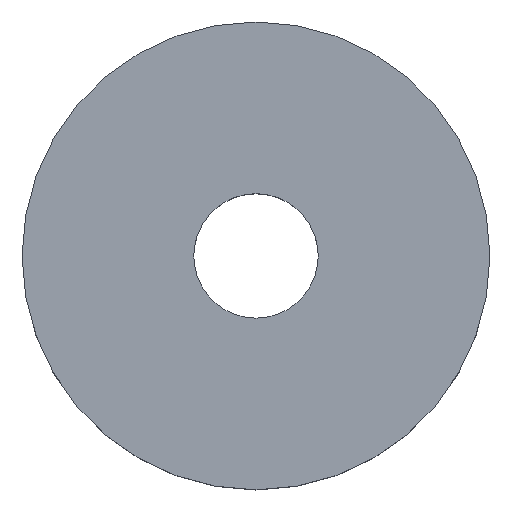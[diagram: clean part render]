
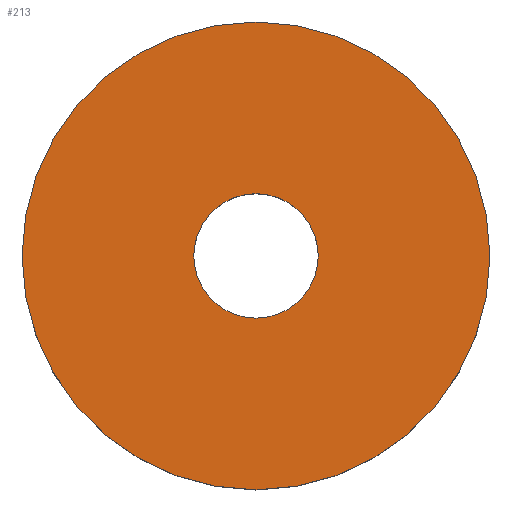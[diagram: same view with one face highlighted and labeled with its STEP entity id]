
A CAD part, top view. The second image highlights one B-rep face of the part: STEP entity #213.
In plain terms, the highlighted planar face has unit normal (0, 0, 1).
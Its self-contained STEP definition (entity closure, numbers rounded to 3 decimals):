
#1 = CIRCLE ( 'NONE', #199, 3.378 ) ;
#5 = ORIENTED_EDGE ( 'NONE', *, *, #166, .F. ) ;
#10 = CIRCLE ( 'NONE', #198, 12.7 ) ;
#41 = FACE_OUTER_BOUND ( 'NONE', #224, .T. ) ;
#43 = FACE_BOUND ( 'NONE', #228, .T. ) ;
#51 = CIRCLE ( 'NONE', #201, 12.7 ) ;
#61 = CIRCLE ( 'NONE', #195, 3.378 ) ;
#69 = ORIENTED_EDGE ( 'NONE', *, *, #170, .T. ) ;
#73 = VERTEX_POINT ( 'NONE', #81 ) ;
#74 = VERTEX_POINT ( 'NONE', #82 ) ;
#76 = VERTEX_POINT ( 'NONE', #84 ) ;
#77 = VERTEX_POINT ( 'NONE', #85 ) ;
#81 = CARTESIAN_POINT ( 'NONE',  ( -3.378, 0., 0. ) ) ;
#82 = CARTESIAN_POINT ( 'NONE',  ( 3.378, 0., 0. ) ) ;
#84 = CARTESIAN_POINT ( 'NONE',  ( -12.7, 0., 0. ) ) ;
#85 = CARTESIAN_POINT ( 'NONE',  ( 12.7, 0., 0. ) ) ;
#89 = CARTESIAN_POINT ( 'NONE',  ( 0., 0., 0. ) ) ;
#90 = DIRECTION ( 'NONE',  ( 0., 0., 1. ) ) ;
#91 = DIRECTION ( 'NONE',  ( 1., 0., 0. ) ) ;
#99 = CARTESIAN_POINT ( 'NONE',  ( 0., 0., 0. ) ) ;
#100 = DIRECTION ( 'NONE',  ( 0., 0., 1. ) ) ;
#101 = DIRECTION ( 'NONE',  ( 1., 0., 0. ) ) ;
#106 = CARTESIAN_POINT ( 'NONE',  ( 0., 0., 0. ) ) ;
#107 = DIRECTION ( 'NONE',  ( 0., 0., 1. ) ) ;
#108 = DIRECTION ( 'NONE',  ( 1., 0., 0. ) ) ;
#109 = CARTESIAN_POINT ( 'NONE',  ( 0., 0., 0. ) ) ;
#110 = DIRECTION ( 'NONE',  ( 0., 0., 1. ) ) ;
#111 = DIRECTION ( 'NONE',  ( 1., 0., 0. ) ) ;
#130 = PLANE ( 'NONE',  #179 ) ;
#131 = CARTESIAN_POINT ( 'NONE',  ( 0., 0., 0. ) ) ;
#132 = DIRECTION ( 'NONE',  ( 0., 0., 1. ) ) ;
#133 = DIRECTION ( 'NONE',  ( 1., 0., 0. ) ) ;
#166 = EDGE_CURVE ( 'NONE', #73, #74, #1, .T. ) ;
#170 = EDGE_CURVE ( 'NONE', #77, #76, #51, .T. ) ;
#179 = AXIS2_PLACEMENT_3D ( 'NONE', #131, #132, #133 ) ;
#192 = EDGE_CURVE ( 'NONE', #74, #73, #61, .T. ) ;
#194 = EDGE_CURVE ( 'NONE', #76, #77, #10, .T. ) ;
#195 = AXIS2_PLACEMENT_3D ( 'NONE', #106, #107, #108 ) ;
#198 = AXIS2_PLACEMENT_3D ( 'NONE', #109, #110, #111 ) ;
#199 = AXIS2_PLACEMENT_3D ( 'NONE', #89, #90, #91 ) ;
#201 = AXIS2_PLACEMENT_3D ( 'NONE', #99, #100, #101 ) ;
#213 = ADVANCED_FACE ( 'NONE', ( #43, #41 ), #130, .T. ) ;
#224 = EDGE_LOOP ( 'NONE', ( #69, #247 ) ) ;
#228 = EDGE_LOOP ( 'NONE', ( #241, #5 ) ) ;
#241 = ORIENTED_EDGE ( 'NONE', *, *, #192, .F. ) ;
#247 = ORIENTED_EDGE ( 'NONE', *, *, #194, .T. ) ;
